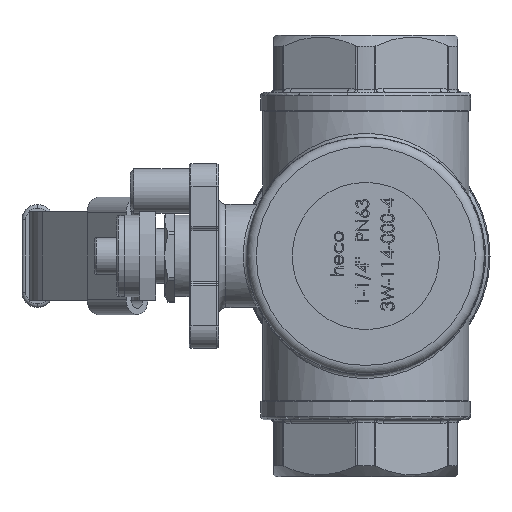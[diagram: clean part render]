
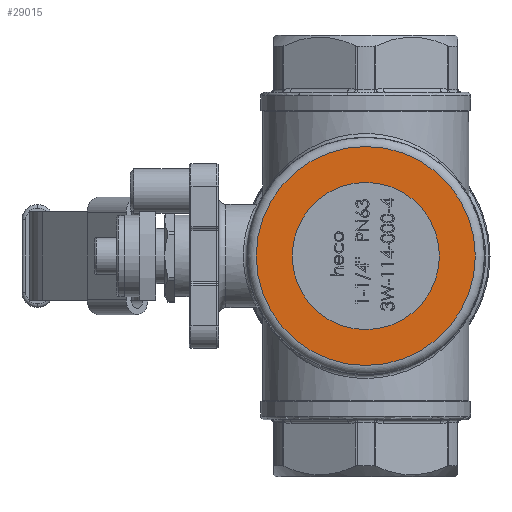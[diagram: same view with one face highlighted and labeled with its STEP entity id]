
A CAD part, left-side view. The second image highlights one B-rep face of the part: STEP entity #29015.
In plain terms, the highlighted planar face has unit normal (-1, 0, 0).
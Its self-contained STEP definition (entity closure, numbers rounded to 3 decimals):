
#3517 = AXIS2_PLACEMENT_3D ( 'NONE', #6151, #6152, #6153 ) ;
#3518 = CIRCLE ( 'NONE', #3520, 29.75 ) ;
#3520 = AXIS2_PLACEMENT_3D ( 'NONE', #6148, #6149, #6150 ) ;
#3522 = CIRCLE ( 'NONE', #3517, 20. ) ;
#6148 = CARTESIAN_POINT ( 'NONE',  ( -33., 0., 0. ) ) ;
#6149 = DIRECTION ( 'NONE',  ( -1., 0., 0. ) ) ;
#6150 = DIRECTION ( 'NONE',  ( 0., 0., -1. ) ) ;
#6151 = CARTESIAN_POINT ( 'NONE',  ( -33., 0., 0. ) ) ;
#6152 = DIRECTION ( 'NONE',  ( -1., 0., 0. ) ) ;
#6153 = DIRECTION ( 'NONE',  ( 0., 0., 1. ) ) ;
#12461 = EDGE_LOOP ( 'NONE', ( #30089 ) ) ;
#12462 = EDGE_LOOP ( 'NONE', ( #30090 ) ) ;
#25156 = AXIS2_PLACEMENT_3D ( 'NONE', #33505, #33506, #33507 ) ;
#27604 = EDGE_CURVE ( 'NONE', #44016, #44016, #3518, .T. ) ;
#27605 = EDGE_CURVE ( 'NONE', #44017, #44017, #3522, .T. ) ;
#29015 = ADVANCED_FACE ( 'NONE', ( #33493, #33495 ), #33496, .F. ) ;
#30089 = ORIENTED_EDGE ( 'NONE', *, *, #27605, .F. ) ;
#30090 = ORIENTED_EDGE ( 'NONE', *, *, #27604, .T. ) ;
#33493 = FACE_BOUND ( 'NONE', #12461, .T. ) ;
#33495 = FACE_OUTER_BOUND ( 'NONE', #12462, .T. ) ;
#33496 = PLANE ( 'NONE',  #25156 ) ;
#33505 = CARTESIAN_POINT ( 'NONE',  ( -33., 0., 0. ) ) ;
#33506 = DIRECTION ( 'NONE',  ( 1., 0., 0. ) ) ;
#33507 = DIRECTION ( 'NONE',  ( 0., 0., -1. ) ) ;
#44016 = VERTEX_POINT ( 'NONE', #44018 ) ;
#44017 = VERTEX_POINT ( 'NONE', #44020 ) ;
#44018 = CARTESIAN_POINT ( 'NONE',  ( -33., 0., -29.75 ) ) ;
#44020 = CARTESIAN_POINT ( 'NONE',  ( -33., 0., 20. ) ) ;
